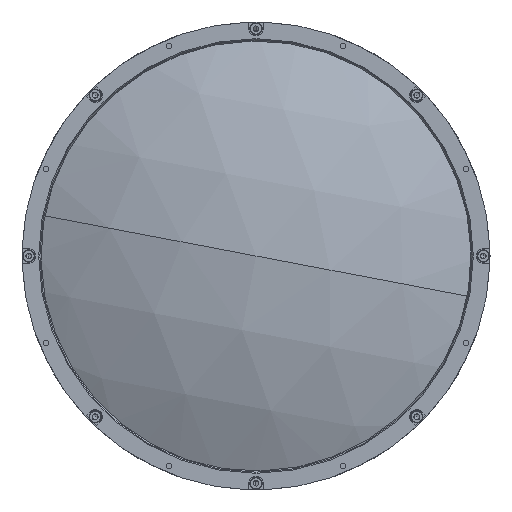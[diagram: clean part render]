
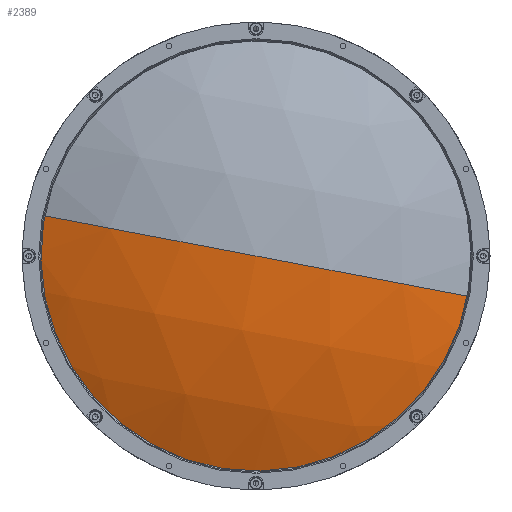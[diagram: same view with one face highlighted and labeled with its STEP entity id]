
A CAD part, left-side view. The second image highlights one B-rep face of the part: STEP entity #2389.
In plain terms, the highlighted spherical face has radius 231.3 mm.
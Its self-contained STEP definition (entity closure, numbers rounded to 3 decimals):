
#327 = CIRCLE ( 'NONE', #10230, 98.5 ) ;
#1045 = DIRECTION ( 'NONE',  ( 0., 0.187, -0.982 ) ) ;
#1427 = CARTESIAN_POINT ( 'NONE',  ( 228.685, 0., 0. ) ) ;
#2389 = ADVANCED_FACE ( 'NONE', ( #5423 ), #8931, .T. ) ;
#3087 = VERTEX_POINT ( 'NONE', #14523 ) ;
#3261 = CIRCLE ( 'NONE', #12441, 231.3 ) ;
#3828 = CIRCLE ( 'NONE', #17026, 231.3 ) ;
#4085 = EDGE_CURVE ( 'NONE', #15826, #11386, #3261, .T. ) ;
#4196 = ORIENTED_EDGE ( 'NONE', *, *, #6490, .T. ) ;
#5031 = DIRECTION ( 'NONE',  ( 0., -0.187, 0.982 ) ) ;
#5420 = CARTESIAN_POINT ( 'NONE',  ( -2.615, 0., 0. ) ) ;
#5423 = FACE_OUTER_BOUND ( 'NONE', #6256, .T. ) ;
#5791 = AXIS2_PLACEMENT_3D ( 'NONE', #1427, #1045, #8732 ) ;
#5874 = DIRECTION ( 'NONE',  ( 0., 0.187, -0.982 ) ) ;
#5893 = EDGE_CURVE ( 'NONE', #15826, #3087, #327, .T. ) ;
#6256 = EDGE_LOOP ( 'NONE', ( #7784, #4196, #12991 ) ) ;
#6490 = EDGE_CURVE ( 'NONE', #3087, #11386, #3828, .T. ) ;
#7363 = CARTESIAN_POINT ( 'NONE',  ( 19.407, 96.77, 18.381 ) ) ;
#7698 = CARTESIAN_POINT ( 'NONE',  ( 19.407, 0., 0. ) ) ;
#7784 = ORIENTED_EDGE ( 'NONE', *, *, #5893, .T. ) ;
#8732 = DIRECTION ( 'NONE',  ( 0., 0.982, 0.187 ) ) ;
#8931 = SPHERICAL_SURFACE ( 'NONE', #5791, 231.3 ) ;
#9001 = DIRECTION ( 'NONE',  ( 0., 0.187, -0.982 ) ) ;
#10230 = AXIS2_PLACEMENT_3D ( 'NONE', #7698, #16954, #9001 ) ;
#11386 = VERTEX_POINT ( 'NONE', #5420 ) ;
#12441 = AXIS2_PLACEMENT_3D ( 'NONE', #12937, #5031, #14300 ) ;
#12937 = CARTESIAN_POINT ( 'NONE',  ( 228.685, 0., 0. ) ) ;
#12991 = ORIENTED_EDGE ( 'NONE', *, *, #4085, .F. ) ;
#13811 = CARTESIAN_POINT ( 'NONE',  ( 228.685, 0., 0. ) ) ;
#14300 = DIRECTION ( 'NONE',  ( 0., -0.982, -0.187 ) ) ;
#14523 = CARTESIAN_POINT ( 'NONE',  ( 19.407, -96.77, -18.381 ) ) ;
#15132 = DIRECTION ( 'NONE',  ( 0., 0.982, 0.187 ) ) ;
#15826 = VERTEX_POINT ( 'NONE', #7363 ) ;
#16954 = DIRECTION ( 'NONE',  ( -1., 0., 0. ) ) ;
#17026 = AXIS2_PLACEMENT_3D ( 'NONE', #13811, #5874, #15132 ) ;
